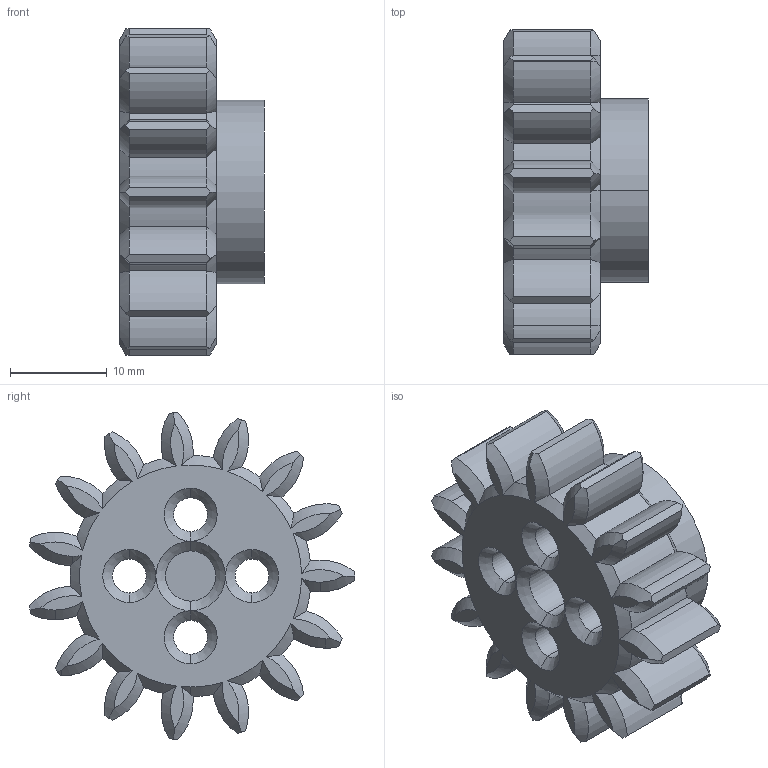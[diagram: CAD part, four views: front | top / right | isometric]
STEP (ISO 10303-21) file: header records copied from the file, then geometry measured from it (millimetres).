
FILE_DESCRIPTION (( 'STEP AP203' ), '1' );
FILE_NAME ('Gear m2 z15 Nema17.STEP', '2021-07-31T11:49:32', ( '' ), ( '' ), 'SwSTEP 2.0', 'SolidWorks 2020', '' );
FILE_SCHEMA (( 'CONFIG_CONTROL_DESIGN' ));
Length unit declared in the file: millimetre
Products named in the file (1): Gear m2 z15 Nema17
Bounding box: 15 x 33.72 x 33.9 mm (x, y, z)
Volume: 7095.4 mm3; surface area: 4474.6 mm2
Topology: 2 solids, 2 shells, 210 faces, 542 edges, 328 vertices
Faces by surface type: cone 122, cylinder 84, plane 4
Entity records: 6663 total; most frequent: CARTESIAN_POINT 1549, ORIENTED_EDGE 1084, DIRECTION 1078, EDGE_CURVE 542, AXIS2_PLACEMENT_3D 481, VERTEX_POINT 328, CIRCLE 270, EDGE_LOOP 220
